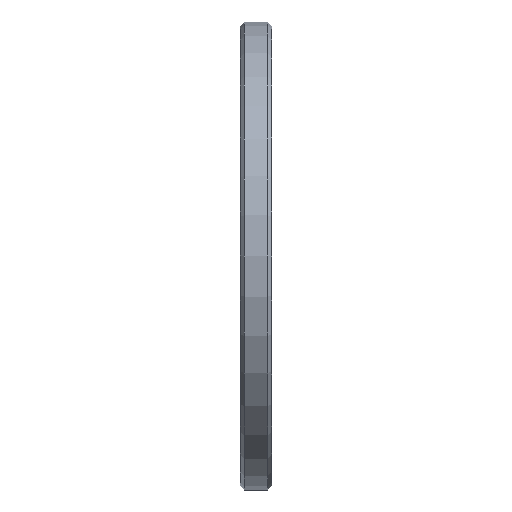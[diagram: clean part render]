
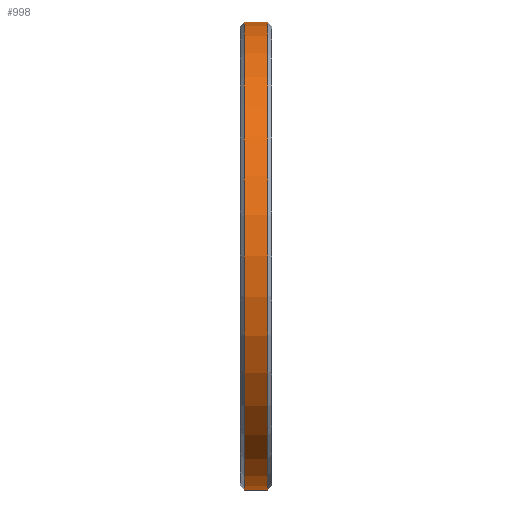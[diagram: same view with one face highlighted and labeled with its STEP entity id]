
A CAD part, front view. The second image highlights one B-rep face of the part: STEP entity #998.
In plain terms, the highlighted cylindrical face has radius 14.287 mm (diameter 28.575 mm), a partial arc.
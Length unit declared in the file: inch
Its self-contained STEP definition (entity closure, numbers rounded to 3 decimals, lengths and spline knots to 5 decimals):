
#21 = CARTESIAN_POINT ( 'NONE',  ( 0., 0., 0.5625 ) ) ;
#30 = VECTOR ( 'NONE', #643, 39.37008 ) ;
#42 = DIRECTION ( 'NONE',  ( 0., 0., -1. ) ) ;
#129 = VERTEX_POINT ( 'NONE', #1110 ) ;
#168 = AXIS2_PLACEMENT_3D ( 'NONE', #343, #1084, #427 ) ;
#172 = CIRCLE ( 'NONE', #803, 0.5625 ) ;
#178 = ORIENTED_EDGE ( 'NONE', *, *, #603, .F. ) ;
#211 = AXIS2_PLACEMENT_3D ( 'NONE', #385, #471, #42 ) ;
#263 = DIRECTION ( 'NONE',  ( 0., 0., 1. ) ) ;
#281 = ORIENTED_EDGE ( 'NONE', *, *, #417, .T. ) ;
#291 = VERTEX_POINT ( 'NONE', #770 ) ;
#337 = VERTEX_POINT ( 'NONE', #681 ) ;
#343 = CARTESIAN_POINT ( 'NONE',  ( 0.066, 0., 0. ) ) ;
#358 = VERTEX_POINT ( 'NONE', #407 ) ;
#385 = CARTESIAN_POINT ( 'NONE',  ( 0., 0., 0. ) ) ;
#388 = EDGE_CURVE ( 'NONE', #129, #358, #172, .T. ) ;
#407 = CARTESIAN_POINT ( 'NONE',  ( 0.01, 0., -0.5625 ) ) ;
#417 = EDGE_CURVE ( 'NONE', #291, #337, #812, .T. ) ;
#427 = DIRECTION ( 'NONE',  ( 0., 0., -1. ) ) ;
#470 = LINE ( 'NONE', #21, #30 ) ;
#471 = DIRECTION ( 'NONE',  ( 1., 0., 0. ) ) ;
#503 = LINE ( 'NONE', #849, #668 ) ;
#603 = EDGE_CURVE ( 'NONE', #129, #337, #470, .T. ) ;
#620 = EDGE_LOOP ( 'NONE', ( #178, #734, #928, #281 ) ) ;
#643 = DIRECTION ( 'NONE',  ( 1., 0., 0. ) ) ;
#668 = VECTOR ( 'NONE', #939, 39.37008 ) ;
#681 = CARTESIAN_POINT ( 'NONE',  ( 0.066, 0., 0.5625 ) ) ;
#683 = CARTESIAN_POINT ( 'NONE',  ( 0.01, 0., 0. ) ) ;
#734 = ORIENTED_EDGE ( 'NONE', *, *, #388, .T. ) ;
#770 = CARTESIAN_POINT ( 'NONE',  ( 0.066, 0., -0.5625 ) ) ;
#803 = AXIS2_PLACEMENT_3D ( 'NONE', #683, #968, #263 ) ;
#812 = CIRCLE ( 'NONE', #168, 0.5625 ) ;
#849 = CARTESIAN_POINT ( 'NONE',  ( 0., 0., -0.5625 ) ) ;
#928 = ORIENTED_EDGE ( 'NONE', *, *, #1087, .T. ) ;
#939 = DIRECTION ( 'NONE',  ( 1., 0., 0. ) ) ;
#968 = DIRECTION ( 'NONE',  ( 1., 0., 0. ) ) ;
#998 = ADVANCED_FACE ( 'NONE', ( #1119 ), #1037, .T. ) ;
#1037 = CYLINDRICAL_SURFACE ( 'NONE', #211, 0.5625 ) ;
#1084 = DIRECTION ( 'NONE',  ( -1., 0., 0. ) ) ;
#1087 = EDGE_CURVE ( 'NONE', #358, #291, #503, .T. ) ;
#1110 = CARTESIAN_POINT ( 'NONE',  ( 0.01, 0., 0.5625 ) ) ;
#1119 = FACE_OUTER_BOUND ( 'NONE', #620, .T. ) ;
